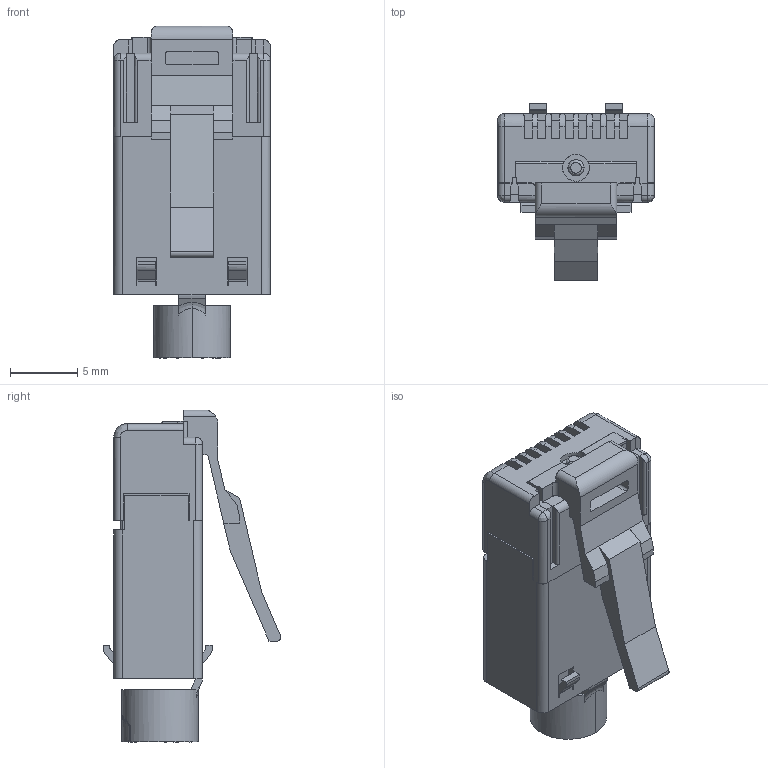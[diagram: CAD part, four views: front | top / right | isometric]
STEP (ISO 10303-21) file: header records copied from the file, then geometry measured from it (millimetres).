
FILE_DESCRIPTION (( 'STEP AP203' ), '1' );
FILE_NAME ('Customer-BB(090)A12.STEP', '2020-05-26T00:19:08', ( '' ), ( '' ), 'SwSTEP 2.0', 'SolidWorks 2018', '' );
FILE_SCHEMA (( 'CONFIG_CONTROL_DESIGN' ));
Length unit declared in the file: millimetre
Products named in the file (1): Customer-BB(090)A12
Bounding box: 11.68 x 13.23 x 24.74 mm (x, y, z)
Volume: 1539.4 mm3; surface area: 1356.5 mm2
Topology: 1 solids, 1 shells, 357 faces, 1030 edges, 681 vertices
Faces by surface type: plane 255, cylinder 94, bspline 8
Entity records: 12622 total; most frequent: CARTESIAN_POINT 3667, ORIENTED_EDGE 2056, DIRECTION 1508, EDGE_CURVE 1028, LINE 774, VECTOR 774, VERTEX_POINT 681, AXIS2_PLACEMENT_3D 367
